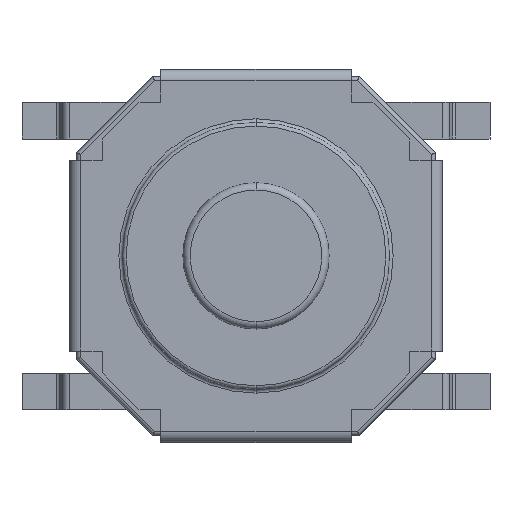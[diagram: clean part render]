
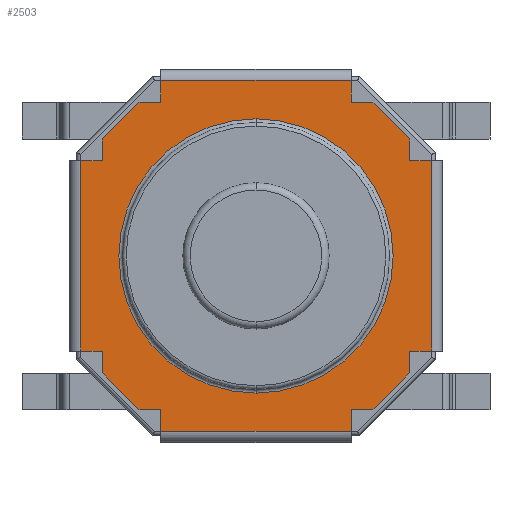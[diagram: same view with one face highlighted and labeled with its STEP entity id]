
A CAD part, top view. The second image highlights one B-rep face of the part: STEP entity #2503.
In plain terms, the highlighted planar face has unit normal (0, 0, 1).
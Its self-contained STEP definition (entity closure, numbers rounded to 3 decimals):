
#2194 = VERTEX_POINT('',#2195);
#2195 = CARTESIAN_POINT('',(0.,-1.876,0.8));
#2202 = EDGE_CURVE('',#2194,#2203,#2205,.T.);
#2203 = VERTEX_POINT('',#2204);
#2204 = CARTESIAN_POINT('',(0.,1.876,0.8));
#2205 = CIRCLE('',#2206,1.876);
#2206 = AXIS2_PLACEMENT_3D('',#2207,#2208,#2209);
#2207 = CARTESIAN_POINT('',(0.,0.,0.8));
#2208 = DIRECTION('',(-0.,0.,-1.));
#2209 = DIRECTION('',(0.,-1.,0.));
#2503 = ADVANCED_FACE('',(#2504,#2514),#2708,.T.);
#2504 = FACE_BOUND('',#2505,.T.);
#2505 = EDGE_LOOP('',(#2506,#2507));
#2506 = ORIENTED_EDGE('',*,*,#2202,.T.);
#2507 = ORIENTED_EDGE('',*,*,#2508,.T.);
#2508 = EDGE_CURVE('',#2203,#2194,#2509,.T.);
#2509 = CIRCLE('',#2510,1.876);
#2510 = AXIS2_PLACEMENT_3D('',#2511,#2512,#2513);
#2511 = CARTESIAN_POINT('',(0.,0.,0.8));
#2512 = DIRECTION('',(-0.,0.,-1.));
#2513 = DIRECTION('',(0.,-1.,0.));
#2514 = FACE_BOUND('',#2515,.T.);
#2515 = EDGE_LOOP('',(#2516,#2526,#2534,#2542,#2550,#2558,#2566,#2574,
    #2582,#2590,#2598,#2606,#2614,#2622,#2630,#2638,#2646,#2654,#2662,
    #2670,#2678,#2686,#2694,#2702));
#2516 = ORIENTED_EDGE('',*,*,#2517,.F.);
#2517 = EDGE_CURVE('',#2518,#2520,#2522,.T.);
#2518 = VERTEX_POINT('',#2519);
#2519 = CARTESIAN_POINT('',(2.1,1.3,0.8));
#2520 = VERTEX_POINT('',#2521);
#2521 = CARTESIAN_POINT('',(2.4,1.3,0.8));
#2522 = LINE('',#2523,#2524);
#2523 = CARTESIAN_POINT('',(2.1,1.3,0.8));
#2524 = VECTOR('',#2525,1.);
#2525 = DIRECTION('',(1.,0.,0.));
#2526 = ORIENTED_EDGE('',*,*,#2527,.F.);
#2527 = EDGE_CURVE('',#2528,#2518,#2530,.T.);
#2528 = VERTEX_POINT('',#2529);
#2529 = CARTESIAN_POINT('',(2.1,1.6,0.8));
#2530 = LINE('',#2531,#2532);
#2531 = CARTESIAN_POINT('',(2.1,1.6,0.8));
#2532 = VECTOR('',#2533,1.);
#2533 = DIRECTION('',(0.,-1.,0.));
#2534 = ORIENTED_EDGE('',*,*,#2535,.F.);
#2535 = EDGE_CURVE('',#2536,#2528,#2538,.T.);
#2536 = VERTEX_POINT('',#2537);
#2537 = CARTESIAN_POINT('',(1.6,2.1,0.8));
#2538 = LINE('',#2539,#2540);
#2539 = CARTESIAN_POINT('',(1.6,2.1,0.8));
#2540 = VECTOR('',#2541,1.);
#2541 = DIRECTION('',(0.707,-0.707,0.)
  );
#2542 = ORIENTED_EDGE('',*,*,#2543,.F.);
#2543 = EDGE_CURVE('',#2544,#2536,#2546,.T.);
#2544 = VERTEX_POINT('',#2545);
#2545 = CARTESIAN_POINT('',(1.3,2.1,0.8));
#2546 = LINE('',#2547,#2548);
#2547 = CARTESIAN_POINT('',(1.3,2.1,0.8));
#2548 = VECTOR('',#2549,1.);
#2549 = DIRECTION('',(1.,0.,0.));
#2550 = ORIENTED_EDGE('',*,*,#2551,.F.);
#2551 = EDGE_CURVE('',#2552,#2544,#2554,.T.);
#2552 = VERTEX_POINT('',#2553);
#2553 = CARTESIAN_POINT('',(1.3,2.4,0.8));
#2554 = LINE('',#2555,#2556);
#2555 = CARTESIAN_POINT('',(1.3,2.55,0.8));
#2556 = VECTOR('',#2557,1.);
#2557 = DIRECTION('',(0.,-1.,0.));
#2558 = ORIENTED_EDGE('',*,*,#2559,.F.);
#2559 = EDGE_CURVE('',#2560,#2552,#2562,.T.);
#2560 = VERTEX_POINT('',#2561);
#2561 = CARTESIAN_POINT('',(-1.3,2.4,0.8));
#2562 = LINE('',#2563,#2564);
#2563 = CARTESIAN_POINT('',(0.,2.4,0.8));
#2564 = VECTOR('',#2565,1.);
#2565 = DIRECTION('',(1.,0.,0.));
#2566 = ORIENTED_EDGE('',*,*,#2567,.T.);
#2567 = EDGE_CURVE('',#2560,#2568,#2570,.T.);
#2568 = VERTEX_POINT('',#2569);
#2569 = CARTESIAN_POINT('',(-1.3,2.1,0.8));
#2570 = LINE('',#2571,#2572);
#2571 = CARTESIAN_POINT('',(-1.3,2.55,0.8));
#2572 = VECTOR('',#2573,1.);
#2573 = DIRECTION('',(0.,-1.,0.));
#2574 = ORIENTED_EDGE('',*,*,#2575,.T.);
#2575 = EDGE_CURVE('',#2568,#2576,#2578,.T.);
#2576 = VERTEX_POINT('',#2577);
#2577 = CARTESIAN_POINT('',(-1.6,2.1,0.8));
#2578 = LINE('',#2579,#2580);
#2579 = CARTESIAN_POINT('',(-1.3,2.1,0.8));
#2580 = VECTOR('',#2581,1.);
#2581 = DIRECTION('',(-1.,0.,0.));
#2582 = ORIENTED_EDGE('',*,*,#2583,.T.);
#2583 = EDGE_CURVE('',#2576,#2584,#2586,.T.);
#2584 = VERTEX_POINT('',#2585);
#2585 = CARTESIAN_POINT('',(-2.1,1.6,0.8));
#2586 = LINE('',#2587,#2588);
#2587 = CARTESIAN_POINT('',(-1.6,2.1,0.8));
#2588 = VECTOR('',#2589,1.);
#2589 = DIRECTION('',(-0.707,-0.707,0.
    ));
#2590 = ORIENTED_EDGE('',*,*,#2591,.T.);
#2591 = EDGE_CURVE('',#2584,#2592,#2594,.T.);
#2592 = VERTEX_POINT('',#2593);
#2593 = CARTESIAN_POINT('',(-2.1,1.3,0.8));
#2594 = LINE('',#2595,#2596);
#2595 = CARTESIAN_POINT('',(-2.1,1.6,0.8));
#2596 = VECTOR('',#2597,1.);
#2597 = DIRECTION('',(0.,-1.,0.));
#2598 = ORIENTED_EDGE('',*,*,#2599,.T.);
#2599 = EDGE_CURVE('',#2592,#2600,#2602,.T.);
#2600 = VERTEX_POINT('',#2601);
#2601 = CARTESIAN_POINT('',(-2.4,1.3,0.8));
#2602 = LINE('',#2603,#2604);
#2603 = CARTESIAN_POINT('',(-2.1,1.3,0.8));
#2604 = VECTOR('',#2605,1.);
#2605 = DIRECTION('',(-1.,0.,0.));
#2606 = ORIENTED_EDGE('',*,*,#2607,.F.);
#2607 = EDGE_CURVE('',#2608,#2600,#2610,.T.);
#2608 = VERTEX_POINT('',#2609);
#2609 = CARTESIAN_POINT('',(-2.4,-1.3,0.8));
#2610 = LINE('',#2611,#2612);
#2611 = CARTESIAN_POINT('',(-2.4,-1.3,0.8));
#2612 = VECTOR('',#2613,1.);
#2613 = DIRECTION('',(0.,1.,0.));
#2614 = ORIENTED_EDGE('',*,*,#2615,.F.);
#2615 = EDGE_CURVE('',#2616,#2608,#2618,.T.);
#2616 = VERTEX_POINT('',#2617);
#2617 = CARTESIAN_POINT('',(-2.1,-1.3,0.8));
#2618 = LINE('',#2619,#2620);
#2619 = CARTESIAN_POINT('',(-2.1,-1.3,0.8));
#2620 = VECTOR('',#2621,1.);
#2621 = DIRECTION('',(-1.,0.,0.));
#2622 = ORIENTED_EDGE('',*,*,#2623,.F.);
#2623 = EDGE_CURVE('',#2624,#2616,#2626,.T.);
#2624 = VERTEX_POINT('',#2625);
#2625 = CARTESIAN_POINT('',(-2.1,-1.6,0.8));
#2626 = LINE('',#2627,#2628);
#2627 = CARTESIAN_POINT('',(-2.1,-1.6,0.8));
#2628 = VECTOR('',#2629,1.);
#2629 = DIRECTION('',(0.,1.,0.));
#2630 = ORIENTED_EDGE('',*,*,#2631,.F.);
#2631 = EDGE_CURVE('',#2632,#2624,#2634,.T.);
#2632 = VERTEX_POINT('',#2633);
#2633 = CARTESIAN_POINT('',(-1.6,-2.1,0.8));
#2634 = LINE('',#2635,#2636);
#2635 = CARTESIAN_POINT('',(-1.6,-2.1,0.8));
#2636 = VECTOR('',#2637,1.);
#2637 = DIRECTION('',(-0.707,0.707,0.
    ));
#2638 = ORIENTED_EDGE('',*,*,#2639,.F.);
#2639 = EDGE_CURVE('',#2640,#2632,#2642,.T.);
#2640 = VERTEX_POINT('',#2641);
#2641 = CARTESIAN_POINT('',(-1.3,-2.1,0.8));
#2642 = LINE('',#2643,#2644);
#2643 = CARTESIAN_POINT('',(-1.3,-2.1,0.8));
#2644 = VECTOR('',#2645,1.);
#2645 = DIRECTION('',(-1.,0.,0.));
#2646 = ORIENTED_EDGE('',*,*,#2647,.F.);
#2647 = EDGE_CURVE('',#2648,#2640,#2650,.T.);
#2648 = VERTEX_POINT('',#2649);
#2649 = CARTESIAN_POINT('',(-1.3,-2.4,0.8));
#2650 = LINE('',#2651,#2652);
#2651 = CARTESIAN_POINT('',(-1.3,-2.55,0.8));
#2652 = VECTOR('',#2653,1.);
#2653 = DIRECTION('',(0.,1.,0.));
#2654 = ORIENTED_EDGE('',*,*,#2655,.T.);
#2655 = EDGE_CURVE('',#2648,#2656,#2658,.T.);
#2656 = VERTEX_POINT('',#2657);
#2657 = CARTESIAN_POINT('',(1.3,-2.4,0.8));
#2658 = LINE('',#2659,#2660);
#2659 = CARTESIAN_POINT('',(0.,-2.4,0.8));
#2660 = VECTOR('',#2661,1.);
#2661 = DIRECTION('',(1.,0.,0.));
#2662 = ORIENTED_EDGE('',*,*,#2663,.T.);
#2663 = EDGE_CURVE('',#2656,#2664,#2666,.T.);
#2664 = VERTEX_POINT('',#2665);
#2665 = CARTESIAN_POINT('',(1.3,-2.1,0.8));
#2666 = LINE('',#2667,#2668);
#2667 = CARTESIAN_POINT('',(1.3,-2.55,0.8));
#2668 = VECTOR('',#2669,1.);
#2669 = DIRECTION('',(0.,1.,0.));
#2670 = ORIENTED_EDGE('',*,*,#2671,.T.);
#2671 = EDGE_CURVE('',#2664,#2672,#2674,.T.);
#2672 = VERTEX_POINT('',#2673);
#2673 = CARTESIAN_POINT('',(1.6,-2.1,0.8));
#2674 = LINE('',#2675,#2676);
#2675 = CARTESIAN_POINT('',(1.3,-2.1,0.8));
#2676 = VECTOR('',#2677,1.);
#2677 = DIRECTION('',(1.,0.,0.));
#2678 = ORIENTED_EDGE('',*,*,#2679,.T.);
#2679 = EDGE_CURVE('',#2672,#2680,#2682,.T.);
#2680 = VERTEX_POINT('',#2681);
#2681 = CARTESIAN_POINT('',(2.1,-1.6,0.8));
#2682 = LINE('',#2683,#2684);
#2683 = CARTESIAN_POINT('',(1.6,-2.1,0.8));
#2684 = VECTOR('',#2685,1.);
#2685 = DIRECTION('',(0.707,0.707,0.)
  );
#2686 = ORIENTED_EDGE('',*,*,#2687,.T.);
#2687 = EDGE_CURVE('',#2680,#2688,#2690,.T.);
#2688 = VERTEX_POINT('',#2689);
#2689 = CARTESIAN_POINT('',(2.1,-1.3,0.8));
#2690 = LINE('',#2691,#2692);
#2691 = CARTESIAN_POINT('',(2.1,-1.6,0.8));
#2692 = VECTOR('',#2693,1.);
#2693 = DIRECTION('',(0.,1.,0.));
#2694 = ORIENTED_EDGE('',*,*,#2695,.T.);
#2695 = EDGE_CURVE('',#2688,#2696,#2698,.T.);
#2696 = VERTEX_POINT('',#2697);
#2697 = CARTESIAN_POINT('',(2.4,-1.3,0.8));
#2698 = LINE('',#2699,#2700);
#2699 = CARTESIAN_POINT('',(2.1,-1.3,0.8));
#2700 = VECTOR('',#2701,1.);
#2701 = DIRECTION('',(1.,0.,0.));
#2702 = ORIENTED_EDGE('',*,*,#2703,.F.);
#2703 = EDGE_CURVE('',#2520,#2696,#2704,.T.);
#2704 = LINE('',#2705,#2706);
#2705 = CARTESIAN_POINT('',(2.4,1.3,0.8));
#2706 = VECTOR('',#2707,1.);
#2707 = DIRECTION('',(0.,-1.,0.));
#2708 = PLANE('',#2709);
#2709 = AXIS2_PLACEMENT_3D('',#2710,#2711,#2712);
#2710 = CARTESIAN_POINT('',(0.,0.,0.8));
#2711 = DIRECTION('',(0.,0.,1.));
#2712 = DIRECTION('',(0.,1.,0.));
